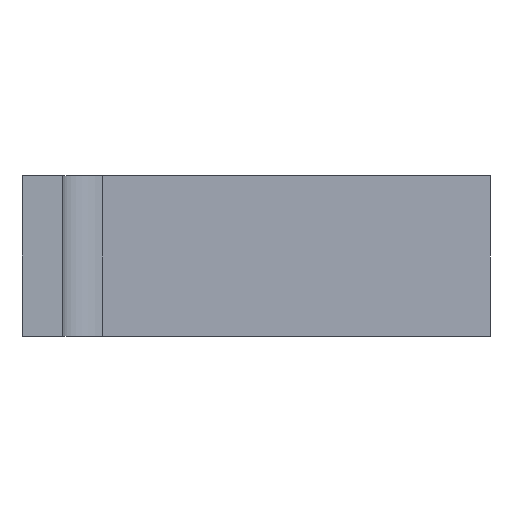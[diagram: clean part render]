
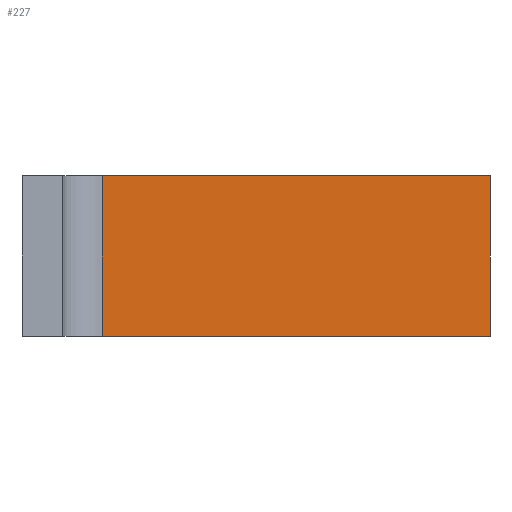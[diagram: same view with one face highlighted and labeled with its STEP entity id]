
A CAD part, left-side view. The second image highlights one B-rep face of the part: STEP entity #227.
In plain terms, the highlighted planar face has unit normal (-1, -0.007, 0).
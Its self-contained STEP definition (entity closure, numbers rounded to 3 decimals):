
#22=PLANE('',#268);
#33=FACE_OUTER_BOUND('',#49,.T.);
#49=EDGE_LOOP('',(#185,#186,#187,#188));
#67=LINE('',#378,#89);
#68=LINE('',#382,#90);
#69=LINE('',#384,#91);
#70=LINE('',#385,#92);
#89=VECTOR('',#312,10.);
#90=VECTOR('',#317,10.);
#91=VECTOR('',#318,10.);
#92=VECTOR('',#319,10.);
#119=VERTEX_POINT('',#375);
#120=VERTEX_POINT('',#377);
#121=VERTEX_POINT('',#381);
#122=VERTEX_POINT('',#383);
#144=EDGE_CURVE('',#120,#119,#67,.T.);
#146=EDGE_CURVE('',#119,#121,#68,.T.);
#147=EDGE_CURVE('',#122,#121,#69,.T.);
#148=EDGE_CURVE('',#120,#122,#70,.T.);
#185=ORIENTED_EDGE('',*,*,#146,.T.);
#186=ORIENTED_EDGE('',*,*,#147,.F.);
#187=ORIENTED_EDGE('',*,*,#148,.F.);
#188=ORIENTED_EDGE('',*,*,#144,.T.);
#227=ADVANCED_FACE('',(#33),#22,.T.);
#268=AXIS2_PLACEMENT_3D('',#380,#315,#316);
#312=DIRECTION('',(0.,0.,-1.));
#315=DIRECTION('center_axis',(-1.,-0.007,0.));
#316=DIRECTION('ref_axis',(-0.007,1.,0.));
#317=DIRECTION('',(0.007,-1.,0.));
#318=DIRECTION('',(0.,0.,-1.));
#319=DIRECTION('',(0.007,-1.,0.));
#375=CARTESIAN_POINT('',(10.001,-6.743,-4.));
#377=CARTESIAN_POINT('',(10.001,-6.743,0.));
#378=CARTESIAN_POINT('',(10.001,-6.743,0.));
#380=CARTESIAN_POINT('Origin',(10.069,-16.408,0.));
#381=CARTESIAN_POINT('',(10.069,-16.408,-4.));
#382=CARTESIAN_POINT('',(10.048,-13.463,-4.));
#383=CARTESIAN_POINT('',(10.069,-16.408,0.));
#384=CARTESIAN_POINT('',(10.069,-16.408,0.));
#385=CARTESIAN_POINT('',(10.001,-6.743,0.));
